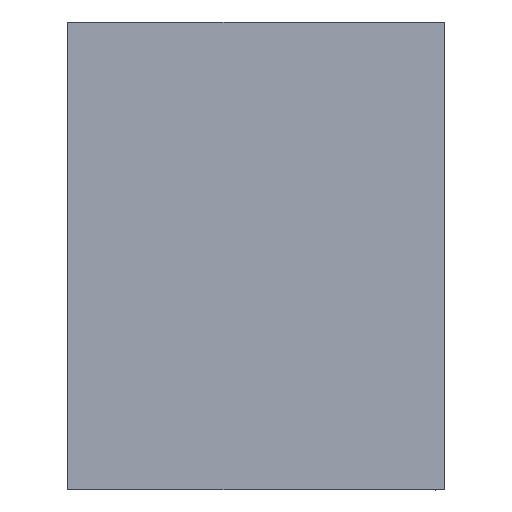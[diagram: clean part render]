
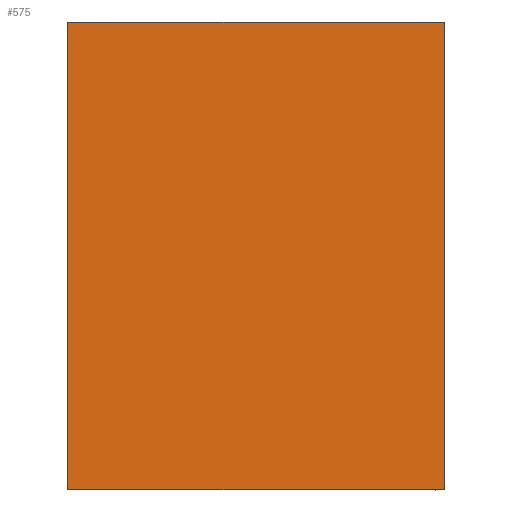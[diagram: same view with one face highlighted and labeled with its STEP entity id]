
A CAD part, top view. The second image highlights one B-rep face of the part: STEP entity #575.
In plain terms, the highlighted face is planar.
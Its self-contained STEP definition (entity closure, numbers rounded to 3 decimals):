
#47=PLANE('',#650);
#77=LINE('',#957,#124);
#87=LINE('',#979,#134);
#88=LINE('',#982,#135);
#89=LINE('',#983,#136);
#124=VECTOR('',#773,10.);
#134=VECTOR('',#801,10.);
#135=VECTOR('',#804,10.);
#136=VECTOR('',#805,10.);
#184=FACE_OUTER_BOUND('',#227,.T.);
#227=EDGE_LOOP('',(#497,#498,#499,#500));
#305=VERTEX_POINT('',#954);
#306=VERTEX_POINT('',#956);
#309=VERTEX_POINT('',#977);
#310=VERTEX_POINT('',#981);
#366=EDGE_CURVE('',#306,#305,#77,.T.);
#377=EDGE_CURVE('',#305,#309,#87,.T.);
#378=EDGE_CURVE('',#310,#309,#88,.T.);
#379=EDGE_CURVE('',#306,#310,#89,.T.);
#497=ORIENTED_EDGE('',*,*,#377,.T.);
#498=ORIENTED_EDGE('',*,*,#378,.F.);
#499=ORIENTED_EDGE('',*,*,#379,.F.);
#500=ORIENTED_EDGE('',*,*,#366,.T.);
#575=ADVANCED_FACE('',(#184),#47,.T.);
#650=AXIS2_PLACEMENT_3D('',#980,#802,#803);
#773=DIRECTION('',(1.,0.,0.));
#801=DIRECTION('',(0.,1.,0.));
#802=DIRECTION('center_axis',(0.,0.,1.));
#803=DIRECTION('ref_axis',(1.,0.,0.));
#804=DIRECTION('',(1.,0.,0.));
#805=DIRECTION('',(0.,1.,0.));
#954=CARTESIAN_POINT('',(-31.41,-41.,132.));
#956=CARTESIAN_POINT('',(-97.41,-41.,132.));
#957=CARTESIAN_POINT('',(-31.41,-41.,132.));
#977=CARTESIAN_POINT('',(-31.41,41.,132.));
#979=CARTESIAN_POINT('',(-31.41,0.,132.));
#980=CARTESIAN_POINT('Origin',(-97.41,0.,132.));
#981=CARTESIAN_POINT('',(-97.41,41.,132.));
#982=CARTESIAN_POINT('',(-31.41,41.,132.));
#983=CARTESIAN_POINT('',(-97.41,0.,132.));
